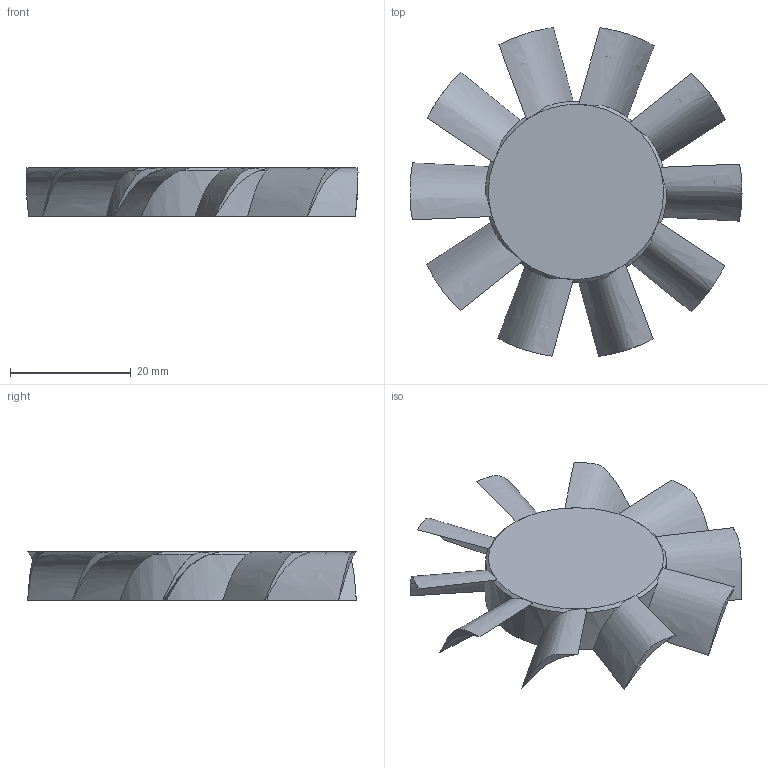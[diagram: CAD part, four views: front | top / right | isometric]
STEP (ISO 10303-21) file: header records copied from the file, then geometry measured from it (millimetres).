
FILE_DESCRIPTION(/* description */ (''),/* implementation_level */ '2;1');
FILE_NAME(/* name */ '6010-1.stp',/* time_stamp */ '2020-11-19T20:18:12+03:00',/* author */ ('Max'),/* organization */ (''),/* preprocessor_version */ 'ST-DEVELOPER v16.5',/* originating_system */ 'Autodesk Inventor 2017',/* authorisation */ '');
FILE_SCHEMA (('AUTOMOTIVE_DESIGN { 1 0 10303 214 3 1 1 }'));
Length unit declared in the file: millimetre
Products named in the file (1): лопасти
Bounding box: 55 x 54.48 x 8.02 mm (x, y, z)
Volume: 3504 mm3; surface area: 5969.7 mm2
Topology: 1 solids, 1 shells, 82 faces, 195 edges, 118 vertices
Faces by surface type: bspline 30, cylinder 23, plane 19, cone 10
Full cylindrical faces by diameter (mm): 2 x1, 4 x1, 26 x1
Entity records: 4265 total; most frequent: CARTESIAN_POINT 2662, ORIENTED_EDGE 380, DIRECTION 226, EDGE_CURVE 190, VERTEX_POINT 116, B_SPLINE_CURVE_WITH_KNOTS 110, AXIS2_PLACEMENT_3D 93, EDGE_LOOP 88
